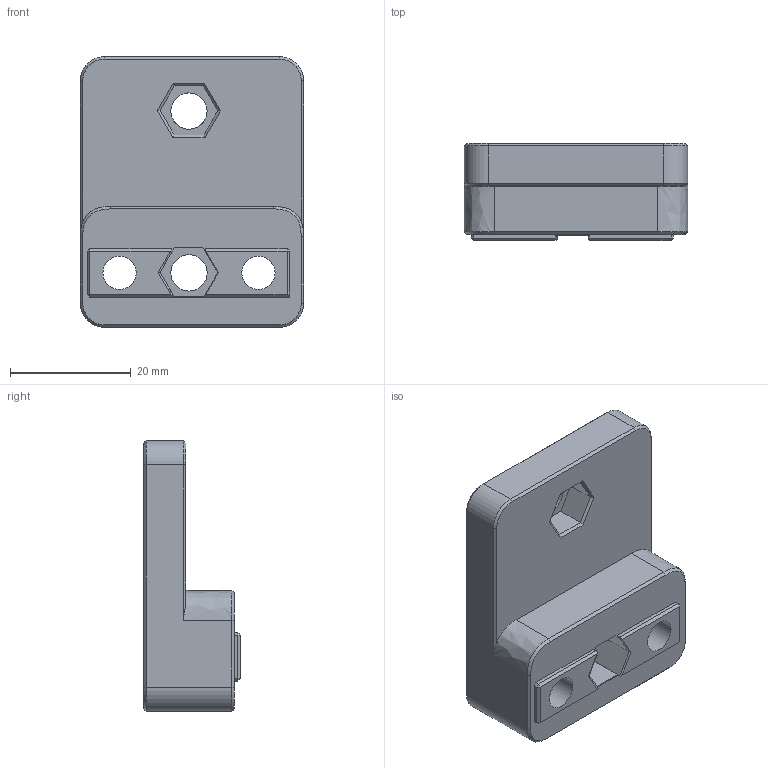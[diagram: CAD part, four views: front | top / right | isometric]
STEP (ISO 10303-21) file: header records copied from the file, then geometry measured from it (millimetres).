
FILE_DESCRIPTION(/* description */ ('STEP AP242','CAx-IF Rec.Pracs.---Representation and Presentation of Product Manufacturing Information (PMI)---4.0---2014-10-13','CAx-IF Rec.Pracs.---3D Tessellated Geometry---0.4---2014-09-14','2;1'),/* implementation_level */ '2;1');
FILE_NAME(/* name */ '63635c795dab6a324a636d31',/* time_stamp */ '2022-11-03T06:15:21+00:00',/* author */ (''),/* organization */ (''),/* preprocessor_version */ 'ST-DEVELOPER v18.102',/* originating_system */ ' ',/* authorisation */ ' ');
FILE_SCHEMA (('AP242_MANAGED_MODEL_BASED_3D_ENGINEERING_MIM_LF { 1 0 10303 442 1 1 4 }'));
Length unit declared in the file: metre
Products named in the file (1): 2020_Extrusion_Mount
Bounding box: 37 x 16 x 44.8 mm (x, y, z)
Volume: 15216.7 mm3; surface area: 6284.7 mm2
Topology: 1 solids, 3 shells, 119 faces, 295 edges, 186 vertices
Faces by surface type: plane 97, cylinder 10, cone 8, bspline 4
Full cylindrical faces by diameter (mm): 5.5 x2, 6 x2, 9 x2
Entity records: 3528 total; most frequent: CARTESIAN_POINT 719, ORIENTED_EDGE 570, DIRECTION 527, EDGE_CURVE 285, LINE 227, VECTOR 227, VERTEX_POINT 182, AXIS2_PLACEMENT_3D 150
